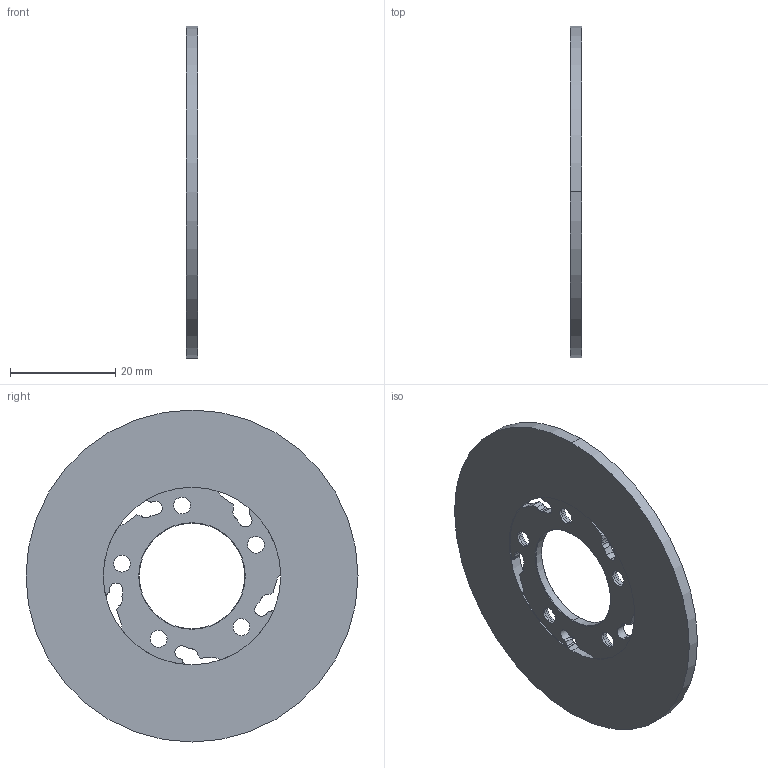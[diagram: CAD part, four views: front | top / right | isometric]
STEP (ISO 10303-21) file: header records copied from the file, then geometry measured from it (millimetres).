
FILE_DESCRIPTION (( 'STEP AP214' ), '1' );
FILE_NAME ('TFA-063-220-S07-5.STEP', '2019-05-22T07:25:02', ( '' ), ( '' ), 'SwSTEP 2.0', 'SolidWorks 2018', '' );
FILE_SCHEMA (( 'AUTOMOTIVE_DESIGN' ));
Length unit declared in the file: millimetre
Products named in the file (1): TFA-063-220-S07-5
Bounding box: 2.2 x 63 x 63 mm (x, y, z)
Volume: 5652.3 mm3; surface area: 6210 mm2
Topology: 1 solids, 1 shells, 113 faces, 321 edges, 206 vertices
Faces by surface type: cylinder 80, plane 19, cone 14
Entity records: 3883 total; most frequent: DIRECTION 725, ORIENTED_EDGE 642, CARTESIAN_POINT 641, EDGE_CURVE 321, AXIS2_PLACEMENT_3D 290, VERTEX_POINT 206, CIRCLE 176, VECTOR 145
